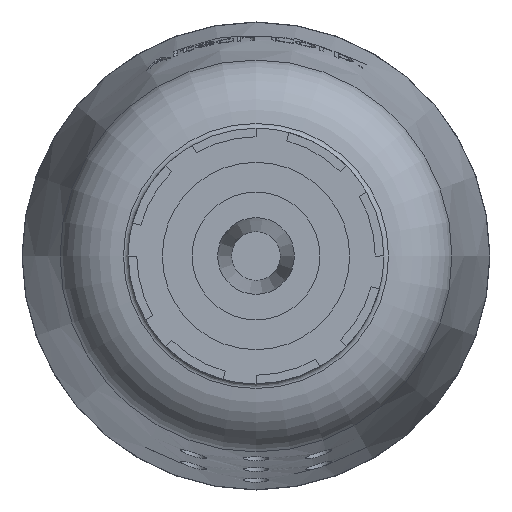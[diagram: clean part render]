
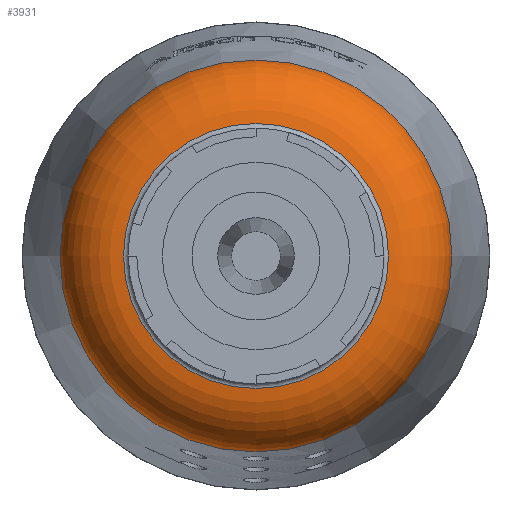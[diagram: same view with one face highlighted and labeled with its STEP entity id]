
A CAD part, front view. The second image highlights one B-rep face of the part: STEP entity #3931.
In plain terms, the highlighted toroidal (fillet/blend) face has major radius 15.101 mm and minor radius 8 mm.
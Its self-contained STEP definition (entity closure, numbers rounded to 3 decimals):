
#971=FACE_BOUND('',#1438,.T.);
#1184=FACE_OUTER_BOUND('',#1437,.T.);
#1437=EDGE_LOOP('',(#3505));
#1438=EDGE_LOOP('',(#3506));
#1440=CIRCLE('',#3936,15.565);
#1495=CIRCLE('',#4072,23.014);
#1530=VERTEX_POINT('',#4903);
#1839=VERTEX_POINT('',#7352);
#1897=EDGE_CURVE('',#1530,#1530,#1440,.T.);
#2344=EDGE_CURVE('',#1839,#1839,#1495,.T.);
#3505=ORIENTED_EDGE('',*,*,#2344,.T.);
#3506=ORIENTED_EDGE('',*,*,#1897,.F.);
#3510=TOROIDAL_SURFACE('',#4167,15.101,8.);
#3931=ADVANCED_FACE('',(#1184,#971),#3510,.T.);
#3936=AXIS2_PLACEMENT_3D('',#4904,#4174,#4175);
#4072=AXIS2_PLACEMENT_3D('',#7353,#4659,#4660);
#4167=AXIS2_PLACEMENT_3D('',#7790,#4897,#4898);
#4174=DIRECTION('center_axis',(0.,-1.,0.));
#4175=DIRECTION('ref_axis',(1.,0.,0.));
#4659=DIRECTION('center_axis',(0.,-1.,0.));
#4660=DIRECTION('ref_axis',(1.,0.,0.));
#4897=DIRECTION('center_axis',(0.,-1.,0.));
#4898=DIRECTION('ref_axis',(0.,0.,-1.));
#4903=CARTESIAN_POINT('',(-15.565,-36.987,0.));
#4904=CARTESIAN_POINT('Origin',(0.,-36.987,0.));
#7352=CARTESIAN_POINT('',(23.014,-30.176,0.));
#7353=CARTESIAN_POINT('Origin',(0.,-30.176,0.));
#7790=CARTESIAN_POINT('Origin',(0.,-29.,0.));
